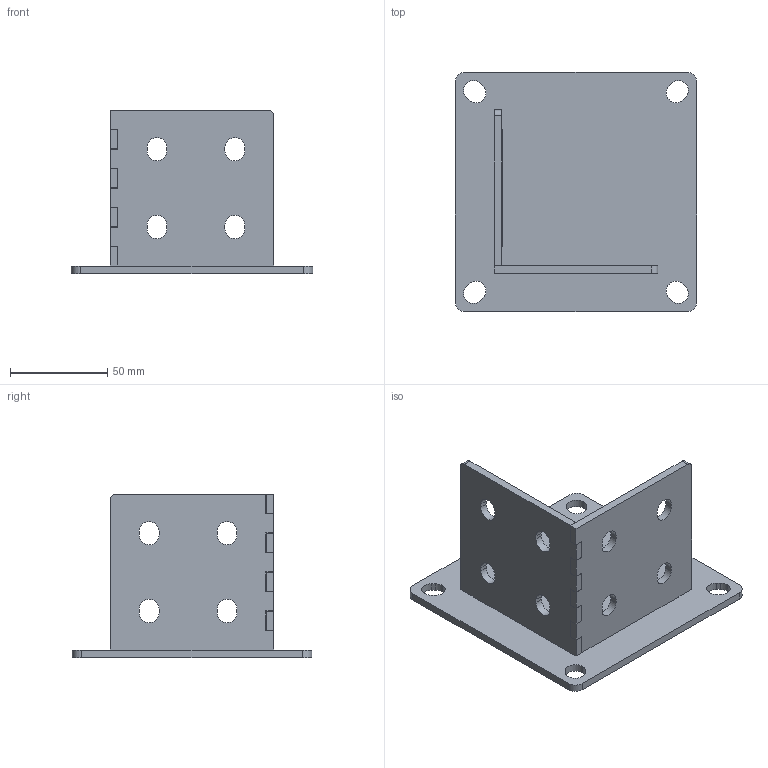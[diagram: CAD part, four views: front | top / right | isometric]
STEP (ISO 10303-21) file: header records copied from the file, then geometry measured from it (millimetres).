
FILE_DESCRIPTION (( 'STEP AP214' ), '1' );
FILE_NAME ('A940 Ïëîùàäêà îïîðíàÿ 80õ80.STEP', '2025-07-31T09:25:49', ( '' ), ( '' ), 'SwSTEP 2.0', 'SolidWorks 2025', '' );
FILE_SCHEMA (( 'AUTOMOTIVE_DESIGN' ));
Length unit declared in the file: millimetre
Products named in the file (4): A940 80x80 Боковина с пазом 1_00; A940 80x80 основание_00; A940 80x80 Боковина с пазом 2_00; A940 Площадка опорная 80х80
Assembly tree (3 placements, depth 2):
  A940 Площадка опорная 80х80
    A940 80x80 основание_00
    A940 80x80 Боковина с пазом 1_00
    A940 80x80 Боковина с пазом 2_00
Bounding box: 124 x 123 x 84 mm (x, y, z)
Volume: 108453 mm3; surface area: 61781.6 mm2
Topology: 3 solids, 3 shells, 124 faces, 354 edges, 236 vertices
Faces by surface type: plane 86, cylinder 38
Entity records: 4244 total; most frequent: CARTESIAN_POINT 720, ORIENTED_EDGE 708, DIRECTION 690, EDGE_CURVE 354, VECTOR 278, LINE 278, VERTEX_POINT 236, AXIS2_PLACEMENT_3D 206
